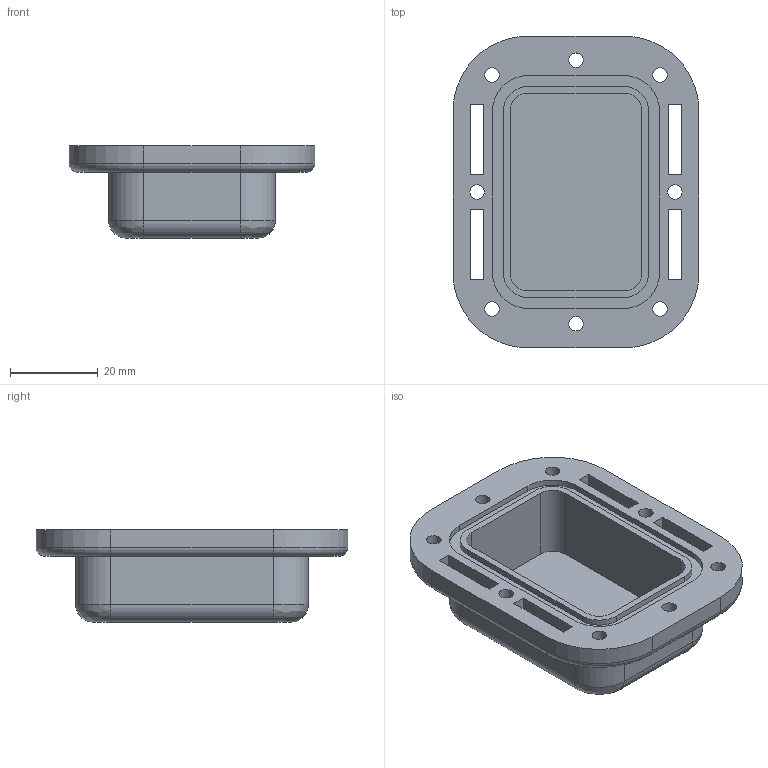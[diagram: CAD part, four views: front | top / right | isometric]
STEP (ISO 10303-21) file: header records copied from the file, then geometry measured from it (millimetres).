
FILE_DESCRIPTION(/* description */ (''),/* implementation_level */ '2;1');
FILE_NAME(/* name */ 'top.step',/* time_stamp */ '2022-09-07T13:46:36+02:00',/* author */ (''),/* organization */ (''),/* preprocessor_version */ 'ST-DEVELOPER v19',/* originating_system */ 'Autodesk Translation Framework v11.7.0.108',/* authorisation */ '');
FILE_SCHEMA (('AUTOMOTIVE_DESIGN { 1 0 10303 214 3 1 1 }'));
Length unit declared in the file: millimetre
Products named in the file (2): simple_snappergps_turtle_case_printable; top
Assembly tree (1 placements, depth 2):
  simple_snappergps_turtle_case_printable
    top
Bounding box: 56 x 71 x 21 mm (x, y, z)
Volume: 26163.9 mm3; surface area: 14609.1 mm2
Topology: 1 solids, 1 shells, 86 faces, 224 edges, 144 vertices
Faces by surface type: plane 42, cylinder 36, torus 4, bspline 4
Full cylindrical faces by diameter (mm): 3.3 x8
Entity records: 2787 total; most frequent: CARTESIAN_POINT 490, DIRECTION 476, ORIENTED_EDGE 448, EDGE_CURVE 224, AXIS2_PLACEMENT_3D 166, LINE 144, VECTOR 144, VERTEX_POINT 144
